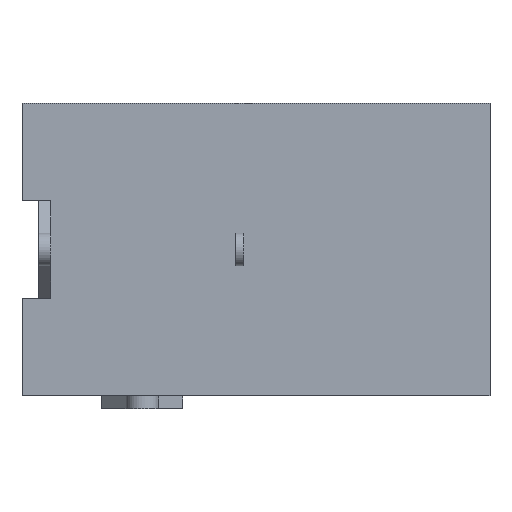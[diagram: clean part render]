
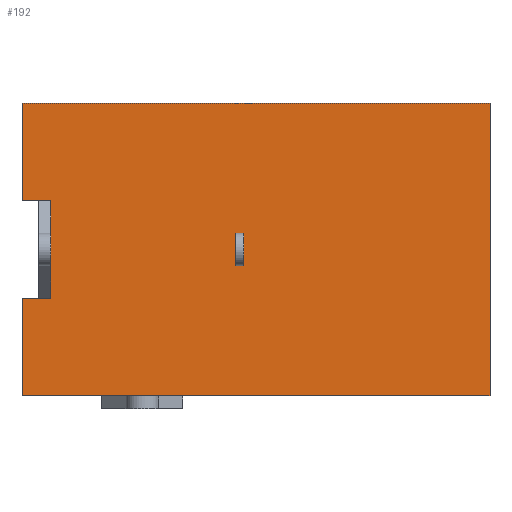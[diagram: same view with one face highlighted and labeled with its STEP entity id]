
A CAD part, front view. The second image highlights one B-rep face of the part: STEP entity #192.
In plain terms, the highlighted planar face has unit normal (0, -1, 0).
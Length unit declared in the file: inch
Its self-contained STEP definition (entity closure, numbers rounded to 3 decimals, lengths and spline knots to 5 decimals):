
#2 = DIRECTION ( 'NONE',  ( 0., 0., -1. ) ) ;
#22 = VERTEX_POINT ( 'NONE', #1645 ) ;
#25 = ORIENTED_EDGE ( 'NONE', *, *, #314, .T. ) ;
#43 = LINE ( 'NONE', #944, #332 ) ;
#46 = DIRECTION ( 'NONE',  ( -1., 0., 0. ) ) ;
#62 = CARTESIAN_POINT ( 'NONE',  ( -0.29823, -0.25591, 0.01969 ) ) ;
#89 = CARTESIAN_POINT ( 'NONE',  ( -0.30807, -0.25591, 0.01969 ) ) ;
#100 = VECTOR ( 'NONE', #245, 39.37008 ) ;
#108 = LINE ( 'NONE', #1253, #1090 ) ;
#110 = LINE ( 'NONE', #1855, #1538 ) ;
#128 = ORIENTED_EDGE ( 'NONE', *, *, #1800, .F. ) ;
#148 = ORIENTED_EDGE ( 'NONE', *, *, #1529, .F. ) ;
#159 = CARTESIAN_POINT ( 'NONE',  ( -0.56693, -0.25591, -0.17717 ) ) ;
#169 = ORIENTED_EDGE ( 'NONE', *, *, #1047, .T. ) ;
#171 = CARTESIAN_POINT ( 'NONE',  ( -0.53228, -0.25591, -0.05906 ) ) ;
#172 = EDGE_CURVE ( 'NONE', #986, #607, #1814, .T. ) ;
#192 = ADVANCED_FACE ( 'NONE', ( #1691, #1380 ), #1099, .T. ) ;
#216 = LINE ( 'NONE', #1359, #1792 ) ;
#245 = DIRECTION ( 'NONE',  ( 0., 0., -1. ) ) ;
#265 = ORIENTED_EDGE ( 'NONE', *, *, #172, .T. ) ;
#279 = ORIENTED_EDGE ( 'NONE', *, *, #1356, .T. ) ;
#288 = EDGE_LOOP ( 'NONE', ( #572, #1594, #1718, #265 ) ) ;
#291 = CARTESIAN_POINT ( 'NONE',  ( -0.56693, -0.25591, -0.05906 ) ) ;
#307 = VECTOR ( 'NONE', #46, 39.37008 ) ;
#312 = LINE ( 'NONE', #470, #307 ) ;
#314 = EDGE_CURVE ( 'NONE', #22, #585, #1416, .T. ) ;
#332 = VECTOR ( 'NONE', #1667, 39.37008 ) ;
#382 = DIRECTION ( 'NONE',  ( 1., 0., 0. ) ) ;
#428 = ORIENTED_EDGE ( 'NONE', *, *, #448, .T. ) ;
#444 = DIRECTION ( 'NONE',  ( 0., 0., -1. ) ) ;
#448 = EDGE_CURVE ( 'NONE', #1401, #1153, #108, .T. ) ;
#451 = VERTEX_POINT ( 'NONE', #1671 ) ;
#463 = CARTESIAN_POINT ( 'NONE',  ( -0.53228, -0.25591, 0.17717 ) ) ;
#470 = CARTESIAN_POINT ( 'NONE',  ( 0., -0.25591, 0.01969 ) ) ;
#485 = VECTOR ( 'NONE', #2, 39.37008 ) ;
#490 = VERTEX_POINT ( 'NONE', #1678 ) ;
#516 = DIRECTION ( 'NONE',  ( -1., 0., 0. ) ) ;
#534 = DIRECTION ( 'NONE',  ( 0., -1., 0. ) ) ;
#542 = LINE ( 'NONE', #1404, #1458 ) ;
#572 = ORIENTED_EDGE ( 'NONE', *, *, #1273, .T. ) ;
#585 = VERTEX_POINT ( 'NONE', #1750 ) ;
#587 = CARTESIAN_POINT ( 'NONE',  ( -0.30807, -0.25591, -0.01969 ) ) ;
#607 = VERTEX_POINT ( 'NONE', #587 ) ;
#623 = DIRECTION ( 'NONE',  ( 1., 0., 0. ) ) ;
#648 = EDGE_CURVE ( 'NONE', #1405, #986, #1367, .T. ) ;
#663 = CARTESIAN_POINT ( 'NONE',  ( -0.56693, -0.25591, -0.17717 ) ) ;
#670 = VECTOR ( 'NONE', #1310, 39.37008 ) ;
#675 = CARTESIAN_POINT ( 'NONE',  ( -0.29823, -0.25591, 0.17717 ) ) ;
#681 = EDGE_CURVE ( 'NONE', #1040, #451, #43, .T. ) ;
#682 = CARTESIAN_POINT ( 'NONE',  ( 0., -0.25591, -0.01969 ) ) ;
#696 = EDGE_CURVE ( 'NONE', #985, #1262, #1815, .T. ) ;
#753 = CARTESIAN_POINT ( 'NONE',  ( -0.29823, -0.25591, -0.01969 ) ) ;
#768 = ORIENTED_EDGE ( 'NONE', *, *, #806, .T. ) ;
#775 = CARTESIAN_POINT ( 'NONE',  ( -0.56693, -0.25591, -0.05906 ) ) ;
#792 = VECTOR ( 'NONE', #444, 39.37008 ) ;
#799 = CARTESIAN_POINT ( 'NONE',  ( -0.56693, -0.25591, 0.17717 ) ) ;
#806 = EDGE_CURVE ( 'NONE', #1153, #22, #1013, .T. ) ;
#840 = CARTESIAN_POINT ( 'NONE',  ( -0.56693, -0.25591, 0.05906 ) ) ;
#845 = EDGE_CURVE ( 'NONE', #1528, #974, #1428, .T. ) ;
#878 = DIRECTION ( 'NONE',  ( -1., 0., 0. ) ) ;
#895 = CARTESIAN_POINT ( 'NONE',  ( -0.56693, -0.25591, -0.17717 ) ) ;
#897 = ORIENTED_EDGE ( 'NONE', *, *, #681, .T. ) ;
#903 = ORIENTED_EDGE ( 'NONE', *, *, #845, .T. ) ;
#935 = DIRECTION ( 'NONE',  ( 1., 0., 0. ) ) ;
#944 = CARTESIAN_POINT ( 'NONE',  ( -0.56693, -0.25591, 0.17717 ) ) ;
#954 = ORIENTED_EDGE ( 'NONE', *, *, #1683, .T. ) ;
#963 = EDGE_LOOP ( 'NONE', ( #428, #768, #25, #279, #903, #169, #897, #1213, #954, #1368, #148, #128 ) ) ;
#974 = VERTEX_POINT ( 'NONE', #171 ) ;
#985 = VERTEX_POINT ( 'NONE', #1774 ) ;
#986 = VERTEX_POINT ( 'NONE', #753 ) ;
#995 = CARTESIAN_POINT ( 'NONE',  ( -0.53228, -0.25591, 0.17717 ) ) ;
#1002 = CARTESIAN_POINT ( 'NONE',  ( -0.53228, -0.25591, 0.17717 ) ) ;
#1010 = VECTOR ( 'NONE', #382, 39.37008 ) ;
#1013 = LINE ( 'NONE', #840, #1010 ) ;
#1022 = LINE ( 'NONE', #291, #1238 ) ;
#1027 = DIRECTION ( 'NONE',  ( 1., 0., 0. ) ) ;
#1040 = VERTEX_POINT ( 'NONE', #775 ) ;
#1047 = EDGE_CURVE ( 'NONE', #974, #1040, #1022, .T. ) ;
#1086 = CARTESIAN_POINT ( 'NONE',  ( -0.45946, -0.25591, -0.17717 ) ) ;
#1090 = VECTOR ( 'NONE', #1233, 39.37008 ) ;
#1099 = PLANE ( 'NONE',  #1499 ) ;
#1139 = DIRECTION ( 'NONE',  ( 0., 0., 1. ) ) ;
#1153 = VERTEX_POINT ( 'NONE', #1788 ) ;
#1186 = VECTOR ( 'NONE', #1647, 39.37008 ) ;
#1213 = ORIENTED_EDGE ( 'NONE', *, *, #1372, .T. ) ;
#1233 = DIRECTION ( 'NONE',  ( 0., 0., -1. ) ) ;
#1238 = VECTOR ( 'NONE', #878, 39.37008 ) ;
#1253 = CARTESIAN_POINT ( 'NONE',  ( -0.56693, -0.25591, 0.17717 ) ) ;
#1262 = VERTEX_POINT ( 'NONE', #1278 ) ;
#1273 = EDGE_CURVE ( 'NONE', #607, #1481, #110, .T. ) ;
#1278 = CARTESIAN_POINT ( 'NONE',  ( 0., -0.25591, -0.17717 ) ) ;
#1310 = DIRECTION ( 'NONE',  ( 1., 0., 0. ) ) ;
#1314 = EDGE_CURVE ( 'NONE', #1405, #1481, #312, .T. ) ;
#1329 = LINE ( 'NONE', #463, #485 ) ;
#1356 = EDGE_CURVE ( 'NONE', #585, #1528, #1329, .T. ) ;
#1359 = CARTESIAN_POINT ( 'NONE',  ( -0.56693, -0.25591, 0.17717 ) ) ;
#1367 = LINE ( 'NONE', #675, #1186 ) ;
#1368 = ORIENTED_EDGE ( 'NONE', *, *, #696, .T. ) ;
#1372 = EDGE_CURVE ( 'NONE', #451, #1478, #1444, .T. ) ;
#1378 = CARTESIAN_POINT ( 'NONE',  ( -0.56693, -0.25591, 0.17717 ) ) ;
#1380 = FACE_BOUND ( 'NONE', #288, .T. ) ;
#1401 = VERTEX_POINT ( 'NONE', #1378 ) ;
#1404 = CARTESIAN_POINT ( 'NONE',  ( 0., -0.25591, 0.17717 ) ) ;
#1405 = VERTEX_POINT ( 'NONE', #62 ) ;
#1412 = CARTESIAN_POINT ( 'NONE',  ( -0.53228, -0.25591, -0.01969 ) ) ;
#1416 = LINE ( 'NONE', #1002, #792 ) ;
#1428 = LINE ( 'NONE', #995, #100 ) ;
#1444 = LINE ( 'NONE', #159, #670 ) ;
#1458 = VECTOR ( 'NONE', #1552, 39.37008 ) ;
#1478 = VERTEX_POINT ( 'NONE', #1086 ) ;
#1479 = VECTOR ( 'NONE', #935, 39.37008 ) ;
#1481 = VERTEX_POINT ( 'NONE', #89 ) ;
#1499 = AXIS2_PLACEMENT_3D ( 'NONE', #799, #534, #1674 ) ;
#1528 = VERTEX_POINT ( 'NONE', #1412 ) ;
#1529 = EDGE_CURVE ( 'NONE', #490, #1262, #542, .T. ) ;
#1538 = VECTOR ( 'NONE', #1139, 39.37008 ) ;
#1544 = VECTOR ( 'NONE', #1027, 39.37008 ) ;
#1552 = DIRECTION ( 'NONE',  ( 0., 0., -1. ) ) ;
#1594 = ORIENTED_EDGE ( 'NONE', *, *, #1314, .F. ) ;
#1645 = CARTESIAN_POINT ( 'NONE',  ( -0.53228, -0.25591, 0.05906 ) ) ;
#1647 = DIRECTION ( 'NONE',  ( 0., 0., -1. ) ) ;
#1667 = DIRECTION ( 'NONE',  ( 0., 0., -1. ) ) ;
#1671 = CARTESIAN_POINT ( 'NONE',  ( -0.56693, -0.25591, -0.17717 ) ) ;
#1674 = DIRECTION ( 'NONE',  ( 0., 0., -1. ) ) ;
#1678 = CARTESIAN_POINT ( 'NONE',  ( 0., -0.25591, 0.17717 ) ) ;
#1683 = EDGE_CURVE ( 'NONE', #1478, #985, #1742, .T. ) ;
#1691 = FACE_OUTER_BOUND ( 'NONE', #963, .T. ) ;
#1718 = ORIENTED_EDGE ( 'NONE', *, *, #648, .T. ) ;
#1742 = LINE ( 'NONE', #895, #1544 ) ;
#1750 = CARTESIAN_POINT ( 'NONE',  ( -0.53228, -0.25591, 0.01969 ) ) ;
#1774 = CARTESIAN_POINT ( 'NONE',  ( -0.38306, -0.25591, -0.17717 ) ) ;
#1788 = CARTESIAN_POINT ( 'NONE',  ( -0.56693, -0.25591, 0.05906 ) ) ;
#1792 = VECTOR ( 'NONE', #623, 39.37008 ) ;
#1800 = EDGE_CURVE ( 'NONE', #1401, #490, #216, .T. ) ;
#1814 = LINE ( 'NONE', #682, #1868 ) ;
#1815 = LINE ( 'NONE', #663, #1479 ) ;
#1855 = CARTESIAN_POINT ( 'NONE',  ( -0.30807, -0.25591, 0.17717 ) ) ;
#1868 = VECTOR ( 'NONE', #516, 39.37008 ) ;
